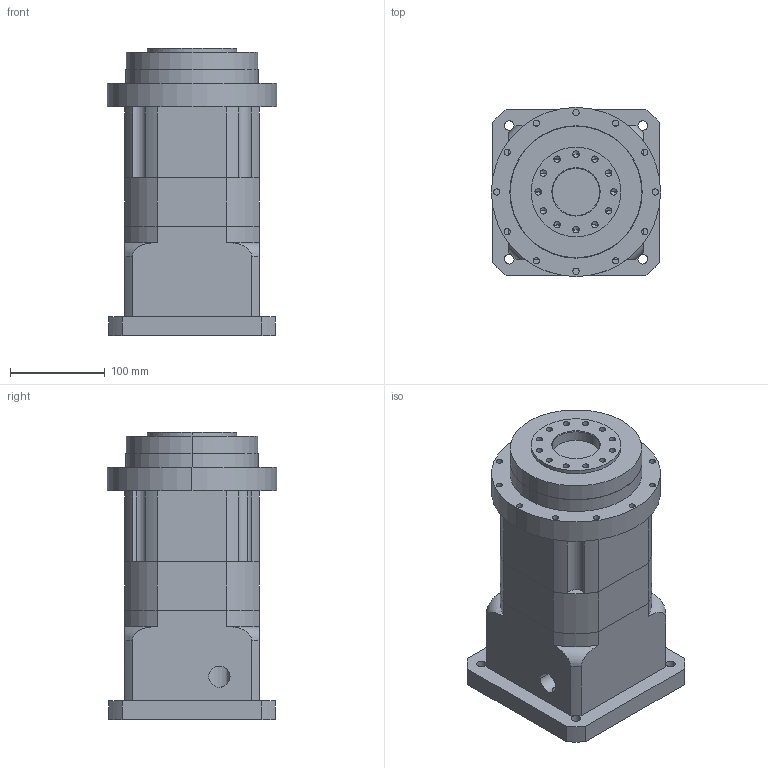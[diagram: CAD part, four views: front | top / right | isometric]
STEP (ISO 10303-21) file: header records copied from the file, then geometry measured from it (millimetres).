
FILE_DESCRIPTION (( 'STEP AP214' ), '1' );
FILE_NAME ('DF150-L2-XX-42-114.3-200-M12_2019.STEP', '2019-03-14T06:39:49', ( 'Y' ), ( 'NCU' ), 'SwSTEP 2.0', 'SolidWorks 2016', '' );
FILE_SCHEMA (( 'AUTOMOTIVE_DESIGN' ));
Length unit declared in the file: millimetre
Products named in the file (1): DF150-L2-XX-42-114.3-200-M12_2019
Bounding box: 179 x 179 x 304 mm (x, y, z)
Volume: 5392719.2 mm3; surface area: 458594 mm2
Topology: 4 solids, 14 shells, 437 faces, 1028 edges, 642 vertices
Faces by surface type: cylinder 196, plane 171, cone 66, torus 4
Entity records: 14504 total; most frequent: CARTESIAN_POINT 2792, DIRECTION 2274, ORIENTED_EDGE 1992, EDGE_CURVE 996, AXIS2_PLACEMENT_3D 864, VERTEX_POINT 642, VECTOR 546, LINE 546
